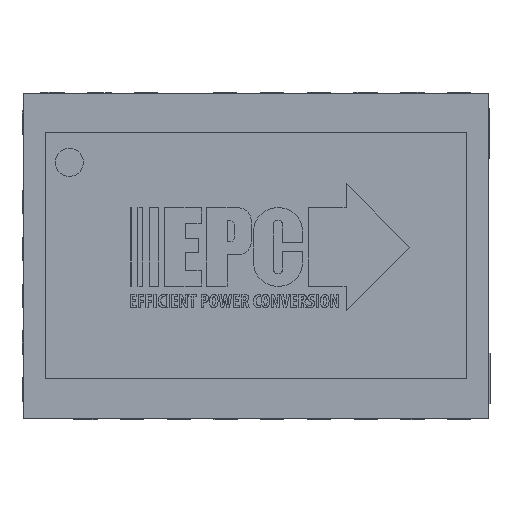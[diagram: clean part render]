
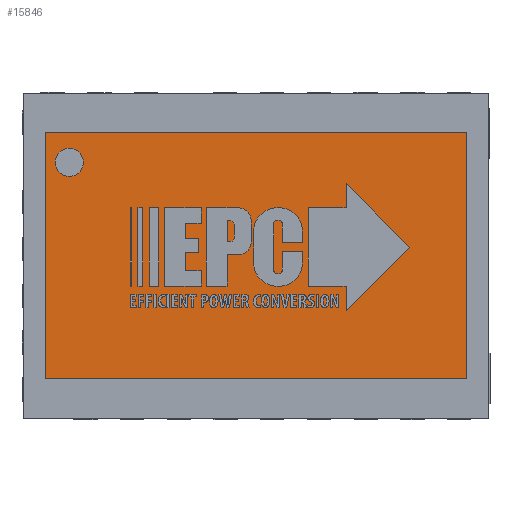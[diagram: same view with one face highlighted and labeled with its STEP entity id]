
A CAD part, top view. The second image highlights one B-rep face of the part: STEP entity #15846.
In plain terms, the highlighted planar face has unit normal (0, 0, 1).
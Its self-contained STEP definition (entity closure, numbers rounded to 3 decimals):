
#15717 = VERTEX_POINT('',#15718);
#15718 = CARTESIAN_POINT('',(-2.25,-1.315,0.45));
#15724 = EDGE_CURVE('',#15717,#15725,#15727,.T.);
#15725 = VERTEX_POINT('',#15726);
#15726 = CARTESIAN_POINT('',(2.25,-1.315,0.45));
#15727 = LINE('',#15728,#15729);
#15728 = CARTESIAN_POINT('',(-2.25,-1.315,0.45));
#15729 = VECTOR('',#15730,1.);
#15730 = DIRECTION('',(1.,0.,0.));
#15755 = EDGE_CURVE('',#15725,#15756,#15758,.T.);
#15756 = VERTEX_POINT('',#15757);
#15757 = CARTESIAN_POINT('',(2.25,1.315,0.45));
#15758 = LINE('',#15759,#15760);
#15759 = CARTESIAN_POINT('',(2.25,-1.315,0.45));
#15760 = VECTOR('',#15761,1.);
#15761 = DIRECTION('',(0.,1.,0.));
#15786 = EDGE_CURVE('',#15756,#15787,#15789,.T.);
#15787 = VERTEX_POINT('',#15788);
#15788 = CARTESIAN_POINT('',(-2.25,1.315,0.45));
#15789 = LINE('',#15790,#15791);
#15790 = CARTESIAN_POINT('',(2.25,1.315,0.45));
#15791 = VECTOR('',#15792,1.);
#15792 = DIRECTION('',(-1.,0.,0.));
#15817 = EDGE_CURVE('',#15787,#15717,#15818,.T.);
#15818 = LINE('',#15819,#15820);
#15819 = CARTESIAN_POINT('',(-2.25,1.315,0.45));
#15820 = VECTOR('',#15821,1.);
#15821 = DIRECTION('',(0.,-1.,0.));
#15846 = ADVANCED_FACE('',(#15847),#15853,.F.);
#15847 = FACE_BOUND('',#15848,.T.);
#15848 = EDGE_LOOP('',(#15849,#15850,#15851,#15852));
#15849 = ORIENTED_EDGE('',*,*,#15724,.T.);
#15850 = ORIENTED_EDGE('',*,*,#15755,.T.);
#15851 = ORIENTED_EDGE('',*,*,#15786,.T.);
#15852 = ORIENTED_EDGE('',*,*,#15817,.T.);
#15853 = PLANE('',#15854);
#15854 = AXIS2_PLACEMENT_3D('',#15855,#15856,#15857);
#15855 = CARTESIAN_POINT('',(-2.25,-1.315,0.45));
#15856 = DIRECTION('',(0.,0.,-1.));
#15857 = DIRECTION('',(-1.,0.,-0.));
